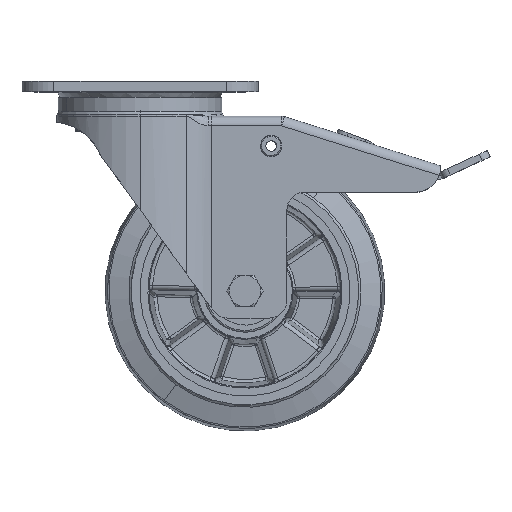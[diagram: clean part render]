
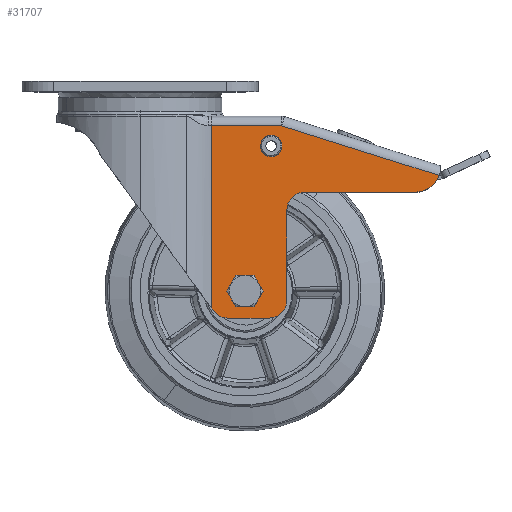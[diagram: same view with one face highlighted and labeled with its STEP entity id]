
A CAD part, top view. The second image highlights one B-rep face of the part: STEP entity #31707.
In plain terms, the highlighted planar face has unit normal (0, 0, 1).
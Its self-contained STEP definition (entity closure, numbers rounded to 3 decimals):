
#1011 = DIRECTION ( 'NONE',  ( 0., 0., -1. ) ) ;
#1387 = EDGE_CURVE ( 'NONE', #35577, #15262, #48322, .T. ) ;
#1829 = AXIS2_PLACEMENT_3D ( 'NONE', #15043, #52605, #20466 ) ;
#1970 = DIRECTION ( 'NONE',  ( 1., 0., 0. ) ) ;
#2010 = VERTEX_POINT ( 'NONE', #28998 ) ;
#2338 = VERTEX_POINT ( 'NONE', #7496 ) ;
#4056 = CARTESIAN_POINT ( 'NONE',  ( 157., -48.5, 35. ) ) ;
#4095 = CARTESIAN_POINT ( 'NONE',  ( 84., -19.781, 35. ) ) ;
#4463 = AXIS2_PLACEMENT_3D ( 'NONE', #15275, #52832, #20724 ) ;
#5024 = CIRCLE ( 'NONE', #1829, 10. ) ;
#5115 = CARTESIAN_POINT ( 'NONE',  ( 40.697, -25.5, 35. ) ) ;
#6562 = LINE ( 'NONE', #23465, #33553 ) ;
#7353 = CIRCLE ( 'NONE', #4463, 10. ) ;
#7496 = CARTESIAN_POINT ( 'NONE',  ( 171.002, -53.881, 35. ) ) ;
#7518 = EDGE_CURVE ( 'NONE', #22623, #30267, #57282, .T. ) ;
#8569 = ORIENTED_EDGE ( 'NONE', *, *, #62505, .T. ) ;
#8947 = CARTESIAN_POINT ( 'NONE',  ( 81.15, -37., 35. ) ) ;
#9282 = EDGE_CURVE ( 'NONE', #42947, #11513, #7353, .T. ) ;
#9504 = DIRECTION ( 'NONE',  ( 0., 1., 0. ) ) ;
#9676 = VECTOR ( 'NONE', #51784, 1000. ) ;
#9682 = EDGE_CURVE ( 'NONE', #11513, #26692, #36797, .T. ) ;
#9891 = LINE ( 'NONE', #57490, #65323 ) ;
#10183 = EDGE_CURVE ( 'NONE', #12888, #35577, #66787, .T. ) ;
#10693 = ORIENTED_EDGE ( 'NONE', *, *, #25664, .T. ) ;
#11494 = DIRECTION ( 'NONE',  ( 0., 0., 1. ) ) ;
#11513 = VERTEX_POINT ( 'NONE', #58058 ) ;
#11635 = PLANE ( 'NONE',  #12467 ) ;
#12242 = EDGE_CURVE ( 'NONE', #29869, #60462, #9891, .T. ) ;
#12395 = VECTOR ( 'NONE', #66035, 1000. ) ;
#12467 = AXIS2_PLACEMENT_3D ( 'NONE', #17272, #54835, #22747 ) ;
#12579 = CIRCLE ( 'NONE', #40044, 15. ) ;
#12888 = VERTEX_POINT ( 'NONE', #27625 ) ;
#15043 = CARTESIAN_POINT ( 'NONE',  ( 94., -73.5, 35. ) ) ;
#15262 = VERTEX_POINT ( 'NONE', #51265 ) ;
#15275 = CARTESIAN_POINT ( 'NONE',  ( 74., -125.397, 35. ) ) ;
#15774 = CARTESIAN_POINT ( 'NONE',  ( 53.9, -120., 35. ) ) ;
#16530 = CARTESIAN_POINT ( 'NONE',  ( 60., -120., 35. ) ) ;
#16568 = AXIS2_PLACEMENT_3D ( 'NONE', #16530, #54071, #21965 ) ;
#17272 = CARTESIAN_POINT ( 'NONE',  ( 0., -19.781, 35. ) ) ;
#17824 = DIRECTION ( 'NONE',  ( 0., 0., -1. ) ) ;
#18998 = ORIENTED_EDGE ( 'NONE', *, *, #34712, .T. ) ;
#20357 = CARTESIAN_POINT ( 'NONE',  ( 75., -37., 35. ) ) ;
#20466 = DIRECTION ( 'NONE',  ( 0., 1., 0. ) ) ;
#20558 = VERTEX_POINT ( 'NONE', #8947 ) ;
#20724 = DIRECTION ( 'NONE',  ( -1., 0., 0. ) ) ;
#20862 = EDGE_CURVE ( 'NONE', #56639, #20558, #41781, .T. ) ;
#21965 = DIRECTION ( 'NONE',  ( -1., 0., 0. ) ) ;
#22017 = EDGE_CURVE ( 'NONE', #20558, #56639, #54938, .T. ) ;
#22623 = VERTEX_POINT ( 'NONE', #15774 ) ;
#22747 = DIRECTION ( 'NONE',  ( 0., 1., 0. ) ) ;
#23229 = ORIENTED_EDGE ( 'NONE', *, *, #1387, .T. ) ;
#23465 = CARTESIAN_POINT ( 'NONE',  ( 0., -135.397, 35. ) ) ;
#23993 = EDGE_CURVE ( 'NONE', #30267, #22623, #37460, .T. ) ;
#24856 = CARTESIAN_POINT ( 'NONE',  ( 68.85, -37., 35. ) ) ;
#25112 = ORIENTED_EDGE ( 'NONE', *, *, #44290, .T. ) ;
#25417 = DIRECTION ( 'NONE',  ( 1., 0., 0. ) ) ;
#25664 = EDGE_CURVE ( 'NONE', #51300, #2010, #37990, .T. ) ;
#25790 = DIRECTION ( 'NONE',  ( -1., 0., 0. ) ) ;
#26196 = AXIS2_PLACEMENT_3D ( 'NONE', #43719, #11494, #49114 ) ;
#26692 = VERTEX_POINT ( 'NONE', #42646 ) ;
#26758 = DIRECTION ( 'NONE',  ( 0.587, -0.81, 0. ) ) ;
#27309 = FACE_OUTER_BOUND ( 'NONE', #55021, .T. ) ;
#27625 = CARTESIAN_POINT ( 'NONE',  ( 80.989, -25.5, 35. ) ) ;
#28568 = CARTESIAN_POINT ( 'NONE',  ( 171.002, -53.881, 35. ) ) ;
#28998 = CARTESIAN_POINT ( 'NONE',  ( 50., -135.397, 35. ) ) ;
#29869 = VERTEX_POINT ( 'NONE', #64188 ) ;
#30060 = EDGE_CURVE ( 'NONE', #2338, #12888, #39316, .T. ) ;
#30267 = VERTEX_POINT ( 'NONE', #58799 ) ;
#30824 = AXIS2_PLACEMENT_3D ( 'NONE', #33339, #1011, #38709 ) ;
#30907 = ORIENTED_EDGE ( 'NONE', *, *, #7518, .T. ) ;
#30991 = DIRECTION ( 'NONE',  ( 0., 1., 0. ) ) ;
#31690 = CARTESIAN_POINT ( 'NONE',  ( 41.901, -131.262, 35. ) ) ;
#31707 = ADVANCED_FACE ( 'NONE', ( #55793, #27309, #57492 ), #11635, .T. ) ;
#33339 = CARTESIAN_POINT ( 'NONE',  ( 60., -120., 35. ) ) ;
#33553 = VECTOR ( 'NONE', #1970, 1000. ) ;
#34712 = EDGE_CURVE ( 'NONE', #2010, #42947, #6562, .T. ) ;
#35141 = EDGE_LOOP ( 'NONE', ( #30907, #60900 ) ) ;
#35577 = VERTEX_POINT ( 'NONE', #5115 ) ;
#36797 = LINE ( 'NONE', #4095, #65251 ) ;
#37460 = CIRCLE ( 'NONE', #16568, 6.1 ) ;
#37990 = CIRCLE ( 'NONE', #26196, 10. ) ;
#38709 = DIRECTION ( 'NONE',  ( -1., 0., 0. ) ) ;
#39207 = VECTOR ( 'NONE', #26758, 1000. ) ;
#39316 = LINE ( 'NONE', #28568, #12395 ) ;
#39839 = ORIENTED_EDGE ( 'NONE', *, *, #30060, .T. ) ;
#40044 = AXIS2_PLACEMENT_3D ( 'NONE', #4056, #41731, #9504 ) ;
#40585 = CARTESIAN_POINT ( 'NONE',  ( 157., -63.5, 35. ) ) ;
#41731 = DIRECTION ( 'NONE',  ( 0., 0., 1. ) ) ;
#41781 = CIRCLE ( 'NONE', #58043, 6.15 ) ;
#42646 = CARTESIAN_POINT ( 'NONE',  ( 84., -73.5, 35. ) ) ;
#42947 = VERTEX_POINT ( 'NONE', #53893 ) ;
#43298 = VECTOR ( 'NONE', #57789, 1000. ) ;
#43719 = CARTESIAN_POINT ( 'NONE',  ( 50., -125.397, 35. ) ) ;
#44290 = EDGE_CURVE ( 'NONE', #60462, #2338, #12579, .T. ) ;
#47706 = ORIENTED_EDGE ( 'NONE', *, *, #20862, .T. ) ;
#48060 = CARTESIAN_POINT ( 'NONE',  ( -23.047, -41.588, 35. ) ) ;
#48322 = LINE ( 'NONE', #57835, #43298 ) ;
#49114 = DIRECTION ( 'NONE',  ( -1., 0., 0. ) ) ;
#50024 = CARTESIAN_POINT ( 'NONE',  ( 75., -37., 35. ) ) ;
#50799 = ORIENTED_EDGE ( 'NONE', *, *, #64870, .T. ) ;
#50901 = EDGE_LOOP ( 'NONE', ( #47706, #63496 ) ) ;
#51265 = CARTESIAN_POINT ( 'NONE',  ( 40.697, -129.6, 35. ) ) ;
#51300 = VERTEX_POINT ( 'NONE', #31690 ) ;
#51784 = DIRECTION ( 'NONE',  ( -1., 0., 0. ) ) ;
#52605 = DIRECTION ( 'NONE',  ( 0., 0., -1. ) ) ;
#52832 = DIRECTION ( 'NONE',  ( 0., 0., 1. ) ) ;
#53476 = LINE ( 'NONE', #48060, #39207 ) ;
#53893 = CARTESIAN_POINT ( 'NONE',  ( 74., -135.397, 35. ) ) ;
#54071 = DIRECTION ( 'NONE',  ( 0., 0., -1. ) ) ;
#54749 = ORIENTED_EDGE ( 'NONE', *, *, #9282, .T. ) ;
#54835 = DIRECTION ( 'NONE',  ( 0., 0., 1. ) ) ;
#54938 = CIRCLE ( 'NONE', #58153, 6.15 ) ;
#55021 = EDGE_LOOP ( 'NONE', ( #10693, #18998, #54749, #65600, #50799, #61822, #25112, #39839, #64941, #23229, #8569 ) ) ;
#55368 = DIRECTION ( 'NONE',  ( -1., 0., 0. ) ) ;
#55793 = FACE_BOUND ( 'NONE', #50901, .T. ) ;
#56639 = VERTEX_POINT ( 'NONE', #24856 ) ;
#57282 = CIRCLE ( 'NONE', #30824, 6.1 ) ;
#57490 = CARTESIAN_POINT ( 'NONE',  ( 0., -63.5, 35. ) ) ;
#57492 = FACE_BOUND ( 'NONE', #35141, .T. ) ;
#57789 = DIRECTION ( 'NONE',  ( 0., -1., 0. ) ) ;
#57830 = DIRECTION ( 'NONE',  ( 0., 0., -1. ) ) ;
#57835 = CARTESIAN_POINT ( 'NONE',  ( 40.697, -19.781, 35. ) ) ;
#58043 = AXIS2_PLACEMENT_3D ( 'NONE', #50024, #17824, #55368 ) ;
#58058 = CARTESIAN_POINT ( 'NONE',  ( 84., -125.397, 35. ) ) ;
#58153 = AXIS2_PLACEMENT_3D ( 'NONE', #20357, #57830, #25790 ) ;
#58799 = CARTESIAN_POINT ( 'NONE',  ( 66.1, -120., 35. ) ) ;
#60462 = VERTEX_POINT ( 'NONE', #40585 ) ;
#60900 = ORIENTED_EDGE ( 'NONE', *, *, #23993, .T. ) ;
#61787 = CARTESIAN_POINT ( 'NONE',  ( 0., -25.5, 35. ) ) ;
#61822 = ORIENTED_EDGE ( 'NONE', *, *, #12242, .T. ) ;
#62505 = EDGE_CURVE ( 'NONE', #15262, #51300, #53476, .T. ) ;
#63496 = ORIENTED_EDGE ( 'NONE', *, *, #22017, .T. ) ;
#64188 = CARTESIAN_POINT ( 'NONE',  ( 94., -63.5, 35. ) ) ;
#64870 = EDGE_CURVE ( 'NONE', #26692, #29869, #5024, .T. ) ;
#64941 = ORIENTED_EDGE ( 'NONE', *, *, #10183, .T. ) ;
#65251 = VECTOR ( 'NONE', #30991, 1000. ) ;
#65323 = VECTOR ( 'NONE', #25417, 1000. ) ;
#65600 = ORIENTED_EDGE ( 'NONE', *, *, #9682, .T. ) ;
#66035 = DIRECTION ( 'NONE',  ( -0.954, 0.301, 0. ) ) ;
#66787 = LINE ( 'NONE', #61787, #9676 ) ;
